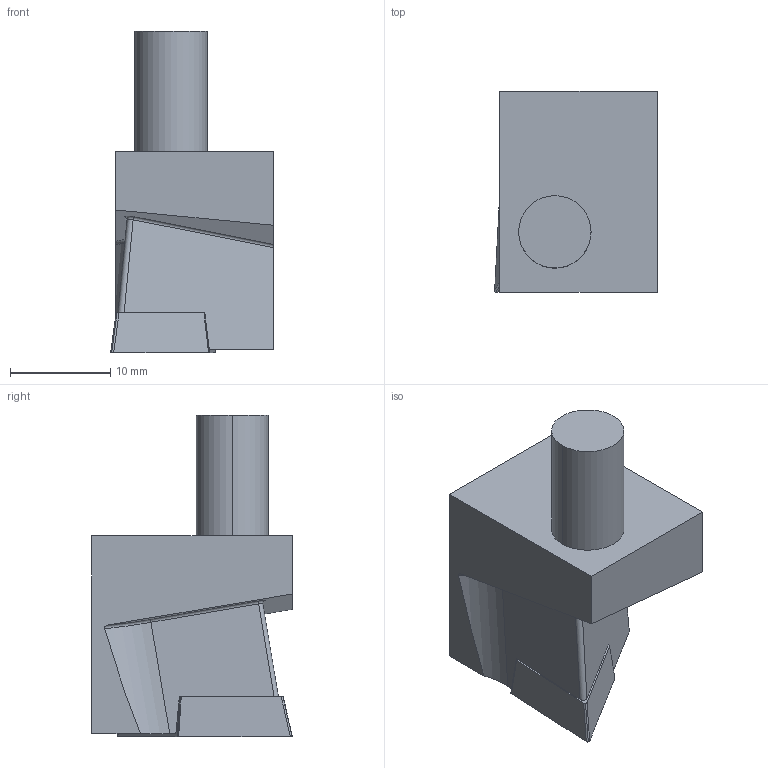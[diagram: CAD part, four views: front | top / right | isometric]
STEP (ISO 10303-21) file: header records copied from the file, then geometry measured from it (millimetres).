
FILE_DESCRIPTION(('CATIA V5 STEP','CAx-IF Rec.Pracs.--- Model Styling and Organization---1.2---2011-12-15'),'2;1');
FILE_NAME('631246861.stp','2022-10-17T07:55:56+00:00',('none'),('none'),'CATIA Version 5 Release 21 SP 5 (IN-10)','CATIA V5 STEP AP214','none');
FILE_SCHEMA(('AUTOMOTIVE_DESIGN { 1 0 10303 214 1 1 1 1 }'));
Length unit declared in the file: millimetre
Products named in the file (1): #5
Bounding box: 16.2 x 20 x 32 mm (x, y, z)
Volume: 5356 mm3; surface area: 2581.3 mm2
Topology: 2 solids, 2 shells, 37 faces, 119 edges, 88 vertices
Faces by surface type: bspline 14, plane 13, cylinder 8, torus 2
Entity records: 1843 total; most frequent: CARTESIAN_POINT 809, ORIENTED_EDGE 214, DIRECTION 144, EDGE_CURVE 107, VERTEX_POINT 75, AXIS2_PLACEMENT_3D 70, VECTOR 50, LINE 50
